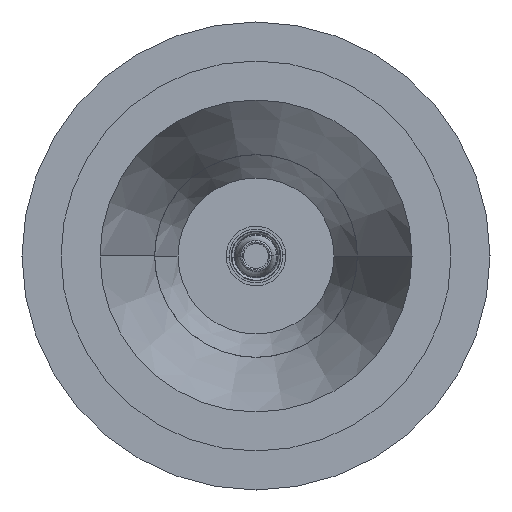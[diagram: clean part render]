
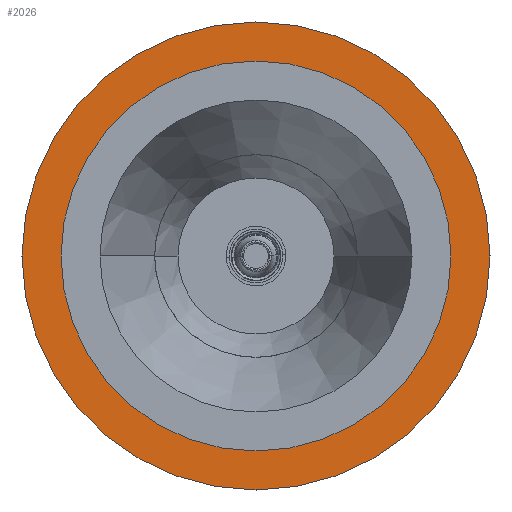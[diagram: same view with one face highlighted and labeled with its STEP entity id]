
A CAD part, front view. The second image highlights one B-rep face of the part: STEP entity #2026.
In plain terms, the highlighted planar face has unit normal (0, -1, 0).
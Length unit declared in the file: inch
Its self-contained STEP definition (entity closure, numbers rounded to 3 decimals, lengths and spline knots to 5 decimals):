
#71 = ORIENTED_EDGE ( 'NONE', *, *, #3170, .T. ) ;
#736 = EDGE_CURVE ( 'NONE', #2051, #21386, #16242, .T. ) ;
#771 = VERTEX_POINT ( 'NONE', #25462 ) ;
#878 = FACE_BOUND ( 'NONE', #17733, .T. ) ;
#1132 = DIRECTION ( 'NONE',  ( 0., 1., 0. ) ) ;
#1801 = ORIENTED_EDGE ( 'NONE', *, *, #15104, .F. ) ;
#1866 = DIRECTION ( 'NONE',  ( -1., 0., 0. ) ) ;
#2026 = ADVANCED_FACE ( 'NONE', ( #20592, #878 ), #20719, .F. ) ;
#2051 = VERTEX_POINT ( 'NONE', #23043 ) ;
#3170 = EDGE_CURVE ( 'NONE', #3728, #771, #18572, .T. ) ;
#3304 = CARTESIAN_POINT ( 'NONE',  ( 0., -0.22, 0. ) ) ;
#3728 = VERTEX_POINT ( 'NONE', #17023 ) ;
#4549 = AXIS2_PLACEMENT_3D ( 'NONE', #13034, #24576, #10831 ) ;
#5049 = AXIS2_PLACEMENT_3D ( 'NONE', #21455, #5980, #1866 ) ;
#5980 = DIRECTION ( 'NONE',  ( 0., 1., 0. ) ) ;
#6126 = DIRECTION ( 'NONE',  ( 0., 1., 0. ) ) ;
#6608 = AXIS2_PLACEMENT_3D ( 'NONE', #3304, #19001, #20833 ) ;
#8918 = AXIS2_PLACEMENT_3D ( 'NONE', #21720, #6126, #20154 ) ;
#9525 = CIRCLE ( 'NONE', #4549, 1.5 ) ;
#10044 = ORIENTED_EDGE ( 'NONE', *, *, #736, .F. ) ;
#10831 = DIRECTION ( 'NONE',  ( -1., 0., 0. ) ) ;
#13034 = CARTESIAN_POINT ( 'NONE',  ( 0., -0.22, 0. ) ) ;
#14904 = CIRCLE ( 'NONE', #6608, 1.25 ) ;
#15104 = EDGE_CURVE ( 'NONE', #21386, #2051, #9525, .T. ) ;
#15205 = EDGE_CURVE ( 'NONE', #771, #3728, #14904, .T. ) ;
#16242 = CIRCLE ( 'NONE', #5049, 1.5 ) ;
#17023 = CARTESIAN_POINT ( 'NONE',  ( 1.25, -0.22, 0. ) ) ;
#17073 = CARTESIAN_POINT ( 'NONE',  ( 1.5, -0.22, 0. ) ) ;
#17733 = EDGE_LOOP ( 'NONE', ( #20039, #71 ) ) ;
#17953 = EDGE_LOOP ( 'NONE', ( #1801, #10044 ) ) ;
#18572 = CIRCLE ( 'NONE', #8918, 1.25 ) ;
#19001 = DIRECTION ( 'NONE',  ( 0., 1., 0. ) ) ;
#19099 = AXIS2_PLACEMENT_3D ( 'NONE', #17073, #1132, #20852 ) ;
#19780 = CARTESIAN_POINT ( 'NONE',  ( -1.5, -0.22, 0. ) ) ;
#20039 = ORIENTED_EDGE ( 'NONE', *, *, #15205, .T. ) ;
#20154 = DIRECTION ( 'NONE',  ( -1., 0., 0. ) ) ;
#20592 = FACE_OUTER_BOUND ( 'NONE', #17953, .T. ) ;
#20719 = PLANE ( 'NONE',  #19099 ) ;
#20833 = DIRECTION ( 'NONE',  ( -1., 0., 0. ) ) ;
#20852 = DIRECTION ( 'NONE',  ( -1., 0., 0. ) ) ;
#21386 = VERTEX_POINT ( 'NONE', #19780 ) ;
#21455 = CARTESIAN_POINT ( 'NONE',  ( 0., -0.22, 0. ) ) ;
#21720 = CARTESIAN_POINT ( 'NONE',  ( 0., -0.22, 0. ) ) ;
#23043 = CARTESIAN_POINT ( 'NONE',  ( 1.5, -0.22, 0. ) ) ;
#24576 = DIRECTION ( 'NONE',  ( 0., 1., 0. ) ) ;
#25462 = CARTESIAN_POINT ( 'NONE',  ( -1.25, -0.22, 0. ) ) ;
